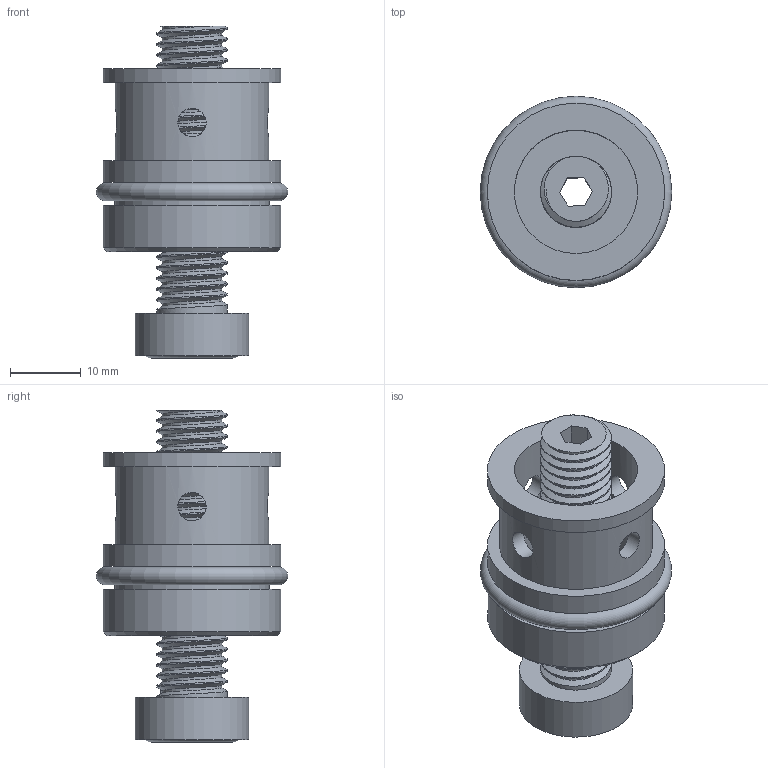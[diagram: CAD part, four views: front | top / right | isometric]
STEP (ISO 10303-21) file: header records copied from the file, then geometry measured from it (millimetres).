
FILE_DESCRIPTION (( 'STEP AP203' ), '1' );
FILE_NAME ('1000TL-3(C).STEP', '2020-09-30T20:27:29', ( '' ), ( '' ), 'SwSTEP 2.0', 'SolidWorks 2020', '' );
FILE_SCHEMA (( 'CONFIG_CONTROL_DESIGN' ));
Length unit declared in the file: millimetre
Products named in the file (5): 1000TL-3(C) screw; 1000TL-3(C); 1000TL-3(C) body; M2.5X20 O-ring; M2.5X9 O-ring
Assembly tree (4 placements, depth 2):
  1000TL-3(C)
    1000TL-3(C) body
    1000TL-3(C) screw
    M2.5X9 O-ring
    M2.5X20 O-ring
Bounding box: 27 x 27 x 46.8 mm (x, y, z)
Volume: 9260.5 mm3; surface area: 8719.3 mm2
Topology: 4 solids, 4 shells, 40 faces, 85 edges, 55 vertices
Faces by surface type: plane 19, cylinder 14, bspline 3, cone 2, torus 2
Full cylindrical faces by diameter (mm): 4 x4, 8.8 x1, 13.7 x1, 16 x1, 17.4 x1, 21.6 x1, 21.8 x1, 25 x3
Entity records: 6221 total; most frequent: CARTESIAN_POINT 4953, DIRECTION 156, ORIENTED_EDGE 120, EDGE_LOOP 73, AXIS2_PLACEMENT_3D 67, EDGE_CURVE 60, FACE_OUTER_BOUND 51, VERTEX_POINT 49
